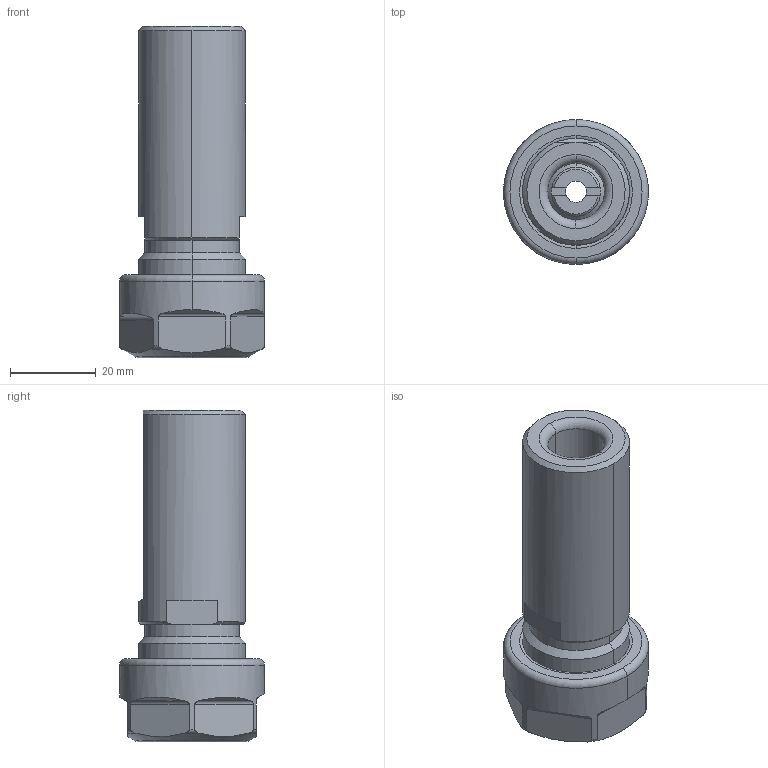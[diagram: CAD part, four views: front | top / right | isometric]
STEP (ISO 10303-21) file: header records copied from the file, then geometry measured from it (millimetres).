
FILE_DESCRIPTION((''),'2;1');
FILE_NAME('120_02_A_13','2020-09-17T',('103090'),(''),'CREO PARAMETRIC BY PTC INC, 2016260','CREO PARAMETRIC BY PTC INC, 2016260','');
FILE_SCHEMA(('CONFIG_CONTROL_DESIGN'));
Length unit declared in the file: millimetre
Products named in the file (1): 120_02_A_13
Bounding box: 33.9 x 33.9 x 77.5 mm (x, y, z)
Volume: 29208.1 mm3; surface area: 12389.1 mm2
Topology: 1 solids, 1 shells, 140 faces, 351 edges, 217 vertices
Faces by surface type: plane 56, cylinder 32, torus 26, cone 21, bspline 5
Entity records: 4700 total; most frequent: CARTESIAN_POINT 1337, DIRECTION 708, ORIENTED_EDGE 702, EDGE_CURVE 351, AXIS2_PLACEMENT_3D 287, VERTEX_POINT 217, CIRCLE 149, EDGE_LOOP 146
